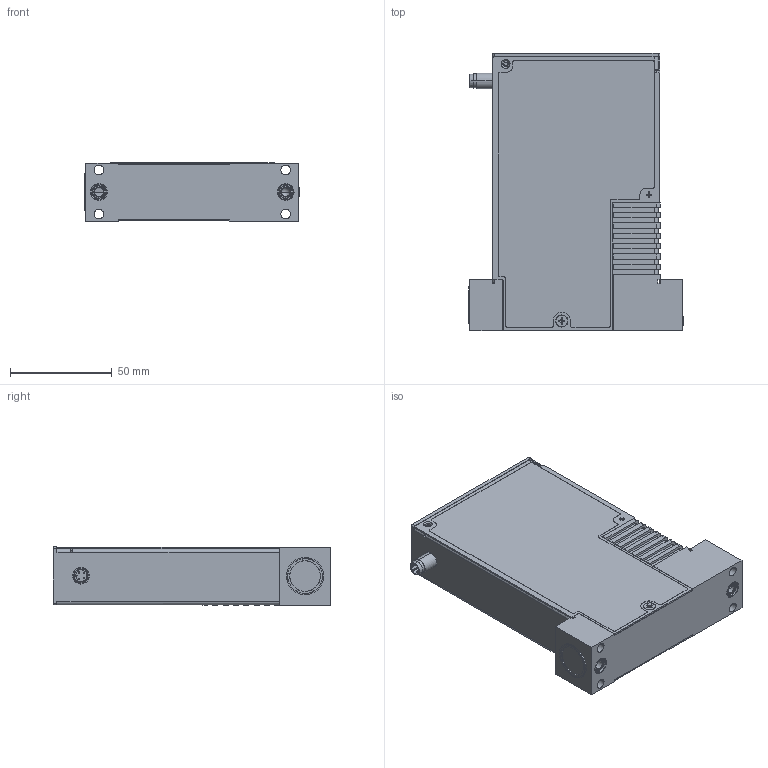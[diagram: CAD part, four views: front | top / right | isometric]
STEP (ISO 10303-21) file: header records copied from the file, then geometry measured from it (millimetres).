
FILE_DESCRIPTION (( 'STEP AP203' ), '1' );
FILE_NAME ('P9B_w-seal_e-cat_asm.STEP', '2023-01-19T21:41:30', ( '' ), ( '' ), 'SwSTEP 2.0', 'SolidWorks 2019', '' );
FILE_SCHEMA (( 'CONFIG_CONTROL_DESIGN' ));
Length unit declared in the file: inch
Products named in the file (1): P9B_w-seal_e-cat_asm
Bounding box: 105.41 x 136.75 x 28.61 mm (x, y, z)
Volume: 98110.2 mm3; surface area: 87380 mm2
Topology: 4 solids, 4 shells, 1290 faces, 3511 edges, 2108 vertices
Faces by surface type: plane 524, cylinder 396, bspline 268, cone 84, torus 14, sphere 4
Entity records: 46310 total; most frequent: CARTESIAN_POINT 15693, ORIENTED_EDGE 6650, DIRECTION 5810, EDGE_CURVE 3325, VERTEX_POINT 2104, VECTOR 1978, LINE 1978, AXIS2_PLACEMENT_3D 1916
